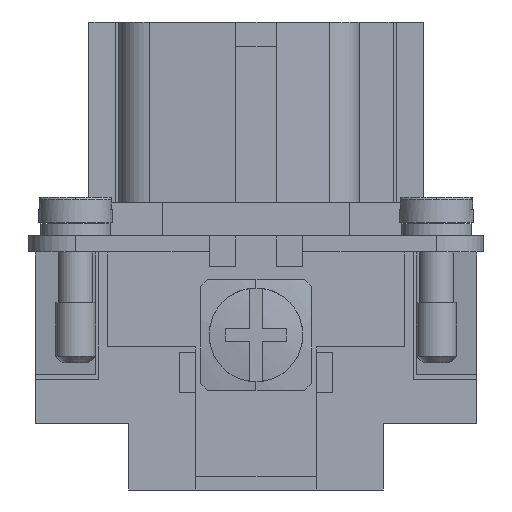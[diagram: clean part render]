
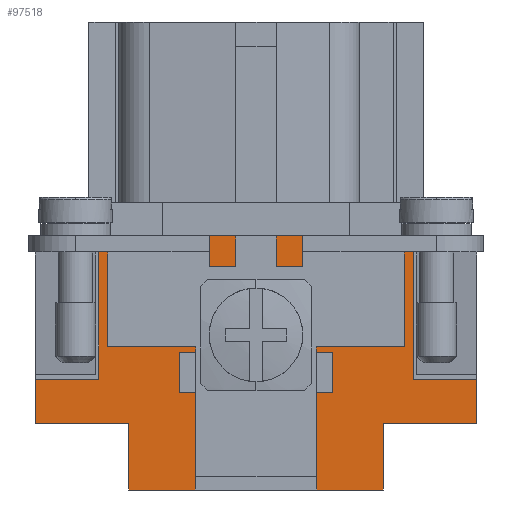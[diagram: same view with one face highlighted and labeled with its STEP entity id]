
A CAD part, left-side view. The second image highlights one B-rep face of the part: STEP entity #97518.
In plain terms, the highlighted planar face has unit normal (-1, 0, 0).
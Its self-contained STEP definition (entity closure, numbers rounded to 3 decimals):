
#73789=CARTESIAN_POINT('',(-45.0,11.75,19.0));
#73790=VERTEX_POINT('',#73789);
#73797=CARTESIAN_POINT('',(-45.0,-11.75,19.0));
#73798=VERTEX_POINT('',#73797);
#73799=CARTESIAN_POINT('',(-45.0,-11.75,19.0));
#73800=DIRECTION('',(0.0,1.0,0.0));
#73801=VECTOR('',#73800,23.5);
#73802=LINE('',#73799,#73801);
#73803=EDGE_CURVE('',#73798,#73790,#73802,.T.);
#79931=CARTESIAN_POINT('',(-45.0,11.75,8.3));
#79932=VERTEX_POINT('',#79931);
#79941=CARTESIAN_POINT('',(-45.0,11.75,19.0));
#79942=DIRECTION('',(0.0,0.0,-1.0));
#79943=VECTOR('',#79942,10.7);
#79944=LINE('',#79941,#79943);
#79945=EDGE_CURVE('',#73790,#79932,#79944,.T.);
#79987=CARTESIAN_POINT('',(-45.,16.5,8.3));
#79988=VERTEX_POINT('',#79987);
#79989=CARTESIAN_POINT('',(-45.0,11.75,8.3));
#79990=DIRECTION('',(0.0,1.0,0.0));
#79991=VECTOR('',#79990,4.75);
#79992=LINE('',#79989,#79991);
#79993=EDGE_CURVE('',#79932,#79988,#79992,.T.);
#80203=CARTESIAN_POINT('',(-45.0,-11.75,8.3));
#80204=VERTEX_POINT('',#80203);
#80213=CARTESIAN_POINT('',(-45.0,-11.75,8.3));
#80214=DIRECTION('',(0.0,0.0,1.0));
#80215=VECTOR('',#80214,10.7);
#80216=LINE('',#80213,#80215);
#80217=EDGE_CURVE('',#80204,#73798,#80216,.T.);
#80227=CARTESIAN_POINT('',(-45.,-16.5,8.3));
#80228=VERTEX_POINT('',#80227);
#80229=CARTESIAN_POINT('',(-45.,-16.5,8.3));
#80230=DIRECTION('',(0.0,1.0,0.0));
#80231=VECTOR('',#80230,4.75);
#80232=LINE('',#80229,#80231);
#80233=EDGE_CURVE('',#80228,#80204,#80232,.T.);
#80301=CARTESIAN_POINT('',(-45.0,16.5,5.0));
#80302=VERTEX_POINT('',#80301);
#80309=CARTESIAN_POINT('',(-45.0,16.5,5.0));
#80310=DIRECTION('',(0.0,0.0,1.0));
#80311=VECTOR('',#80310,3.3);
#80312=LINE('',#80309,#80311);
#80313=EDGE_CURVE('',#80302,#79988,#80312,.T.);
#80479=CARTESIAN_POINT('',(-45.0,-16.5,5.0));
#80480=VERTEX_POINT('',#80479);
#80481=CARTESIAN_POINT('',(-45.0,-16.5,5.0));
#80482=DIRECTION('',(0.0,0.0,1.0));
#80483=VECTOR('',#80482,3.3);
#80484=LINE('',#80481,#80483);
#80485=EDGE_CURVE('',#80480,#80228,#80484,.T.);
#95784=CARTESIAN_POINT('',(-45.0,9.5,0.0));
#95785=VERTEX_POINT('',#95784);
#95792=CARTESIAN_POINT('',(-45.0,9.5,5.0));
#95793=VERTEX_POINT('',#95792);
#95794=CARTESIAN_POINT('',(-45.0,9.5,5.0));
#95795=DIRECTION('',(0.0,0.0,-1.0));
#95796=VECTOR('',#95795,5.0);
#95797=LINE('',#95794,#95796);
#95798=EDGE_CURVE('',#95793,#95785,#95797,.T.);
#95824=CARTESIAN_POINT('',(-45.0,-9.5,5.0));
#95825=VERTEX_POINT('',#95824);
#95832=CARTESIAN_POINT('',(-45.0,-9.5,0.0));
#95833=VERTEX_POINT('',#95832);
#95834=CARTESIAN_POINT('',(-45.0,-9.5,0.0));
#95835=DIRECTION('',(0.0,0.0,1.0));
#95836=VECTOR('',#95835,5.0);
#95837=LINE('',#95834,#95836);
#95838=EDGE_CURVE('',#95833,#95825,#95837,.T.);
#96643=CARTESIAN_POINT('',(-45.0,-9.5,5.0));
#96644=DIRECTION('',(0.0,-1.0,0.0));
#96645=VECTOR('',#96644,7.0);
#96646=LINE('',#96643,#96645);
#96647=EDGE_CURVE('',#95825,#80480,#96646,.T.);
#96699=CARTESIAN_POINT('',(-45.0,16.5,5.0));
#96700=DIRECTION('',(0.0,-1.0,0.0));
#96701=VECTOR('',#96700,7.0);
#96702=LINE('',#96699,#96701);
#96703=EDGE_CURVE('',#80302,#95793,#96702,.T.);
#96715=CARTESIAN_POINT('',(-45.0,-4.55,0.0));
#96716=VERTEX_POINT('',#96715);
#96717=CARTESIAN_POINT('',(-45.0,-9.5,0.0));
#96718=DIRECTION('',(0.0,1.0,0.0));
#96719=VECTOR('',#96718,4.95);
#96720=LINE('',#96717,#96719);
#96721=EDGE_CURVE('',#95833,#96716,#96720,.T.);
#96771=CARTESIAN_POINT('',(-45.0,4.55,0.0));
#96772=VERTEX_POINT('',#96771);
#96779=CARTESIAN_POINT('',(-45.0,4.55,0.0));
#96780=DIRECTION('',(0.0,1.0,0.0));
#96781=VECTOR('',#96780,4.95);
#96782=LINE('',#96779,#96781);
#96783=EDGE_CURVE('',#96772,#95785,#96782,.T.);
#97178=CARTESIAN_POINT('',(-45.0,4.55,3.5));
#97179=VERTEX_POINT('',#97178);
#97186=CARTESIAN_POINT('',(-45.0,4.55,0.0));
#97187=DIRECTION('',(0.0,0.0,1.0));
#97188=VECTOR('',#97187,3.5);
#97189=LINE('',#97186,#97188);
#97190=EDGE_CURVE('',#96772,#97179,#97189,.T.);
#97202=CARTESIAN_POINT('',(-45.0,-4.55,3.5));
#97203=VERTEX_POINT('',#97202);
#97212=CARTESIAN_POINT('',(-45.0,-4.55,3.5));
#97213=DIRECTION('',(0.0,0.0,-1.0));
#97214=VECTOR('',#97213,3.5);
#97215=LINE('',#97212,#97214);
#97216=EDGE_CURVE('',#97203,#96716,#97215,.T.);
#97228=CARTESIAN_POINT('',(-45.0,4.55,3.5));
#97229=DIRECTION('',(0.0,-1.0,0.0));
#97230=VECTOR('',#97229,9.1);
#97231=LINE('',#97228,#97230);
#97232=EDGE_CURVE('',#97179,#97203,#97231,.T.);
#97495=CARTESIAN_POINT('',(-45.0,-16.5,0.0));
#97496=DIRECTION('',(-1.0,0.0,0.0));
#97497=DIRECTION('',(0.0,0.0,1.0));
#97498=AXIS2_PLACEMENT_3D('',#97495,#97496,#97497);
#97499=PLANE('',#97498);
#97500=ORIENTED_EDGE('',*,*,#79993,.T.);
#97501=ORIENTED_EDGE('',*,*,#80313,.F.);
#97502=ORIENTED_EDGE('',*,*,#96703,.T.);
#97503=ORIENTED_EDGE('',*,*,#95798,.T.);
#97504=ORIENTED_EDGE('',*,*,#96783,.F.);
#97505=ORIENTED_EDGE('',*,*,#97190,.T.);
#97506=ORIENTED_EDGE('',*,*,#97232,.T.);
#97507=ORIENTED_EDGE('',*,*,#97216,.T.);
#97508=ORIENTED_EDGE('',*,*,#96721,.F.);
#97509=ORIENTED_EDGE('',*,*,#95838,.T.);
#97510=ORIENTED_EDGE('',*,*,#96647,.T.);
#97511=ORIENTED_EDGE('',*,*,#80485,.T.);
#97512=ORIENTED_EDGE('',*,*,#80233,.T.);
#97513=ORIENTED_EDGE('',*,*,#80217,.T.);
#97514=ORIENTED_EDGE('',*,*,#73803,.T.);
#97515=ORIENTED_EDGE('',*,*,#79945,.T.);
#97516=EDGE_LOOP('',(#97500,#97501,#97502,#97503,#97504,#97505,#97506,#97507,#97508,#97509,#97510,#97511,#97512,#97513,#97514,#97515));
#97517=FACE_OUTER_BOUND('',#97516,.T.);
#97518=ADVANCED_FACE('',(#97517),#97499,.T.);
